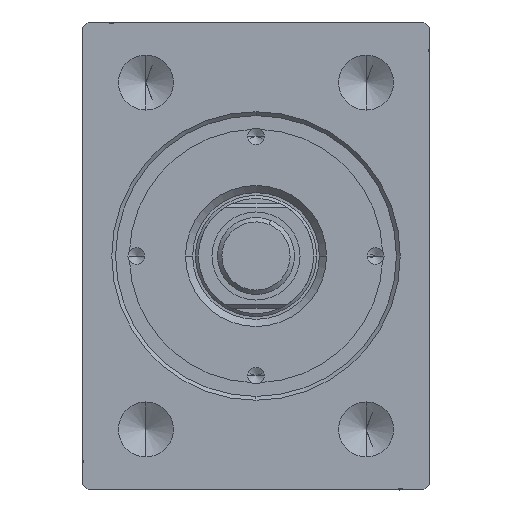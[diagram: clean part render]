
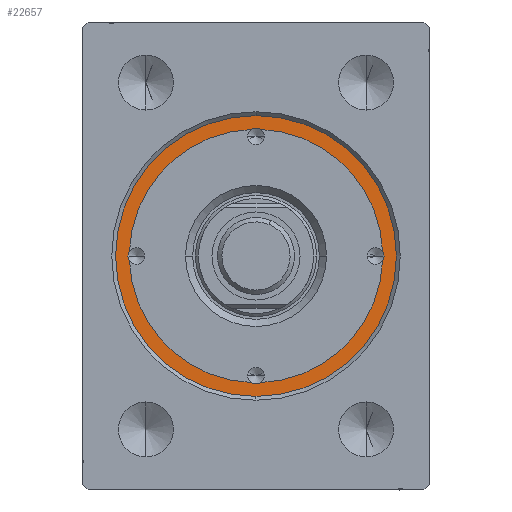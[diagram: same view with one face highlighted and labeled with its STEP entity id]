
A CAD part, left-side view. The second image highlights one B-rep face of the part: STEP entity #22657.
In plain terms, the highlighted face is planar.
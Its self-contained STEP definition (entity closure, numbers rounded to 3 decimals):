
#902 = PLANE ( 'NONE',  #33271 ) ;
#1002 = DIRECTION ( 'NONE',  ( 1., 0., 0. ) ) ;
#1706 = CARTESIAN_POINT ( 'NONE',  ( 25.5, 0., 10. ) ) ;
#2367 = ORIENTED_EDGE ( 'NONE', *, *, #41192, .F. ) ;
#2682 = CARTESIAN_POINT ( 'NONE',  ( 0.853, 22.984, 10. ) ) ;
#3506 = CARTESIAN_POINT ( 'NONE',  ( 23.25, 0., 10. ) ) ;
#3751 = CARTESIAN_POINT ( 'NONE',  ( 22.984, -0.853, 10. ) ) ;
#4069 = CIRCLE ( 'NONE', #43619, 1.5 ) ;
#4322 = DIRECTION ( 'NONE',  ( 1., 0., 0. ) ) ;
#4718 = CIRCLE ( 'NONE', #25601, 25.5 ) ;
#4742 = CIRCLE ( 'NONE', #29226, 25.5 ) ;
#5449 = CARTESIAN_POINT ( 'NONE',  ( -21.75, 0., 10. ) ) ;
#5562 = VERTEX_POINT ( 'NONE', #5772 ) ;
#5772 = CARTESIAN_POINT ( 'NONE',  ( -22.984, 0.853, 10. ) ) ;
#5982 = ORIENTED_EDGE ( 'NONE', *, *, #32119, .F. ) ;
#7169 = VERTEX_POINT ( 'NONE', #31670 ) ;
#7671 = DIRECTION ( 'NONE',  ( 0., 0., 1. ) ) ;
#7726 = VERTEX_POINT ( 'NONE', #7857 ) ;
#7857 = CARTESIAN_POINT ( 'NONE',  ( -0.853, -22.984, 10. ) ) ;
#8316 = CIRCLE ( 'NONE', #14072, 23. ) ;
#8396 = CARTESIAN_POINT ( 'NONE',  ( 0., 0., 10. ) ) ;
#8690 = AXIS2_PLACEMENT_3D ( 'NONE', #16229, #29985, #9479 ) ;
#8855 = CARTESIAN_POINT ( 'NONE',  ( 0., 0., 10. ) ) ;
#8980 = DIRECTION ( 'NONE',  ( 1., 0., 0. ) ) ;
#9289 = DIRECTION ( 'NONE',  ( 1., 0., 0. ) ) ;
#9479 = DIRECTION ( 'NONE',  ( 1., 0., 0. ) ) ;
#10293 = CARTESIAN_POINT ( 'NONE',  ( 22.984, 0.853, 10. ) ) ;
#11049 = CARTESIAN_POINT ( 'NONE',  ( 0., 0., 10. ) ) ;
#11717 = FACE_OUTER_BOUND ( 'NONE', #21692, .T. ) ;
#12009 = AXIS2_PLACEMENT_3D ( 'NONE', #38181, #18131, #1002 ) ;
#12087 = ORIENTED_EDGE ( 'NONE', *, *, #43293, .F. ) ;
#12338 = CARTESIAN_POINT ( 'NONE',  ( 0., 0., 10. ) ) ;
#12681 = EDGE_CURVE ( 'NONE', #21874, #7169, #43930, .T. ) ;
#13431 = CIRCLE ( 'NONE', #12009, 1.5 ) ;
#13765 = AXIS2_PLACEMENT_3D ( 'NONE', #29040, #25665, #35789 ) ;
#13987 = ORIENTED_EDGE ( 'NONE', *, *, #24940, .F. ) ;
#14072 = AXIS2_PLACEMENT_3D ( 'NONE', #8855, #42190, #38816 ) ;
#14098 = CIRCLE ( 'NONE', #40732, 23. ) ;
#14557 = AXIS2_PLACEMENT_3D ( 'NONE', #39884, #26388, #20067 ) ;
#14618 = AXIS2_PLACEMENT_3D ( 'NONE', #33091, #25886, #8980 ) ;
#14672 = CARTESIAN_POINT ( 'NONE',  ( 21.75, 0., 10. ) ) ;
#14869 = ORIENTED_EDGE ( 'NONE', *, *, #28455, .F. ) ;
#15217 = EDGE_CURVE ( 'NONE', #29855, #27744, #4742, .T. ) ;
#16229 = CARTESIAN_POINT ( 'NONE',  ( 0., 21.75, 10. ) ) ;
#16332 = EDGE_CURVE ( 'NONE', #18699, #21963, #13431, .T. ) ;
#16671 = EDGE_CURVE ( 'NONE', #5562, #30341, #40041, .T. ) ;
#17512 = CARTESIAN_POINT ( 'NONE',  ( -22.984, -0.853, 10. ) ) ;
#17615 = CARTESIAN_POINT ( 'NONE',  ( -23.25, 0., 10. ) ) ;
#18031 = FACE_BOUND ( 'NONE', #44515, .T. ) ;
#18131 = DIRECTION ( 'NONE',  ( 0., 0., 1. ) ) ;
#18139 = DIRECTION ( 'NONE',  ( 1., 0., 0. ) ) ;
#18699 = VERTEX_POINT ( 'NONE', #3751 ) ;
#18714 = ORIENTED_EDGE ( 'NONE', *, *, #15217, .T. ) ;
#19187 = DIRECTION ( 'NONE',  ( 0., 0., 1. ) ) ;
#20053 = AXIS2_PLACEMENT_3D ( 'NONE', #5449, #19187, #29778 ) ;
#20067 = DIRECTION ( 'NONE',  ( 1., 0., 0. ) ) ;
#21692 = EDGE_LOOP ( 'NONE', ( #32831, #18714 ) ) ;
#21874 = VERTEX_POINT ( 'NONE', #2682 ) ;
#21963 = VERTEX_POINT ( 'NONE', #3506 ) ;
#22597 = DIRECTION ( 'NONE',  ( 0., 0., 1. ) ) ;
#22657 = ADVANCED_FACE ( 'NONE', ( #18031, #11717 ), #902, .T. ) ;
#22946 = DIRECTION ( 'NONE',  ( 1., 0., 0. ) ) ;
#24135 = VERTEX_POINT ( 'NONE', #30757 ) ;
#24739 = CIRCLE ( 'NONE', #41974, 23. ) ;
#24940 = EDGE_CURVE ( 'NONE', #30341, #26282, #33198, .T. ) ;
#25601 = AXIS2_PLACEMENT_3D ( 'NONE', #12338, #42520, #22946 ) ;
#25665 = DIRECTION ( 'NONE',  ( 0., 0., 1. ) ) ;
#25886 = DIRECTION ( 'NONE',  ( 0., 0., 1. ) ) ;
#26282 = VERTEX_POINT ( 'NONE', #17512 ) ;
#26388 = DIRECTION ( 'NONE',  ( 0., 0., 1. ) ) ;
#26961 = DIRECTION ( 'NONE',  ( 0., 0., 1. ) ) ;
#27744 = VERTEX_POINT ( 'NONE', #43374 ) ;
#28455 = EDGE_CURVE ( 'NONE', #24135, #18699, #33997, .T. ) ;
#29040 = CARTESIAN_POINT ( 'NONE',  ( -21.75, 0., 10. ) ) ;
#29226 = AXIS2_PLACEMENT_3D ( 'NONE', #30120, #26961, #37092 ) ;
#29778 = DIRECTION ( 'NONE',  ( 1., 0., 0. ) ) ;
#29855 = VERTEX_POINT ( 'NONE', #1706 ) ;
#29985 = DIRECTION ( 'NONE',  ( 0., 0., 1. ) ) ;
#30120 = CARTESIAN_POINT ( 'NONE',  ( 0., 0., 10. ) ) ;
#30341 = VERTEX_POINT ( 'NONE', #17615 ) ;
#30693 = EDGE_CURVE ( 'NONE', #7726, #24135, #34788, .T. ) ;
#30757 = CARTESIAN_POINT ( 'NONE',  ( 0.853, -22.984, 10. ) ) ;
#31670 = CARTESIAN_POINT ( 'NONE',  ( -0.853, 22.984, 10. ) ) ;
#32119 = EDGE_CURVE ( 'NONE', #7169, #5562, #24739, .T. ) ;
#32831 = ORIENTED_EDGE ( 'NONE', *, *, #40028, .T. ) ;
#33091 = CARTESIAN_POINT ( 'NONE',  ( 0., -21.75, 10. ) ) ;
#33198 = CIRCLE ( 'NONE', #13765, 1.5 ) ;
#33271 = AXIS2_PLACEMENT_3D ( 'NONE', #11049, #7671, #42332 ) ;
#33997 = CIRCLE ( 'NONE', #14557, 23. ) ;
#34049 = ORIENTED_EDGE ( 'NONE', *, *, #37791, .F. ) ;
#34788 = CIRCLE ( 'NONE', #14618, 1.5 ) ;
#34812 = CARTESIAN_POINT ( 'NONE',  ( 0., 0., 10. ) ) ;
#35789 = DIRECTION ( 'NONE',  ( 1., 0., 0. ) ) ;
#35846 = DIRECTION ( 'NONE',  ( 0., 0., 1. ) ) ;
#35946 = ORIENTED_EDGE ( 'NONE', *, *, #30693, .F. ) ;
#37092 = DIRECTION ( 'NONE',  ( 1., 0., 0. ) ) ;
#37791 = EDGE_CURVE ( 'NONE', #40713, #21874, #14098, .T. ) ;
#38181 = CARTESIAN_POINT ( 'NONE',  ( 21.75, 0., 10. ) ) ;
#38247 = ORIENTED_EDGE ( 'NONE', *, *, #12681, .F. ) ;
#38816 = DIRECTION ( 'NONE',  ( 1., 0., 0. ) ) ;
#39884 = CARTESIAN_POINT ( 'NONE',  ( 0., 0., 10. ) ) ;
#40028 = EDGE_CURVE ( 'NONE', #27744, #29855, #4718, .T. ) ;
#40041 = CIRCLE ( 'NONE', #20053, 1.5 ) ;
#40713 = VERTEX_POINT ( 'NONE', #10293 ) ;
#40732 = AXIS2_PLACEMENT_3D ( 'NONE', #8396, #22597, #9289 ) ;
#41192 = EDGE_CURVE ( 'NONE', #26282, #7726, #8316, .T. ) ;
#41974 = AXIS2_PLACEMENT_3D ( 'NONE', #34812, #41995, #18139 ) ;
#41995 = DIRECTION ( 'NONE',  ( 0., 0., 1. ) ) ;
#42190 = DIRECTION ( 'NONE',  ( 0., 0., 1. ) ) ;
#42332 = DIRECTION ( 'NONE',  ( 1., 0., 0. ) ) ;
#42520 = DIRECTION ( 'NONE',  ( 0., 0., 1. ) ) ;
#42901 = ORIENTED_EDGE ( 'NONE', *, *, #16332, .F. ) ;
#43293 = EDGE_CURVE ( 'NONE', #21963, #40713, #4069, .T. ) ;
#43374 = CARTESIAN_POINT ( 'NONE',  ( -25.5, 0., 10. ) ) ;
#43619 = AXIS2_PLACEMENT_3D ( 'NONE', #14672, #35846, #4322 ) ;
#43930 = CIRCLE ( 'NONE', #8690, 1.5 ) ;
#44341 = ORIENTED_EDGE ( 'NONE', *, *, #16671, .F. ) ;
#44515 = EDGE_LOOP ( 'NONE', ( #44341, #5982, #38247, #34049, #12087, #42901, #14869, #35946, #2367, #13987 ) ) ;
